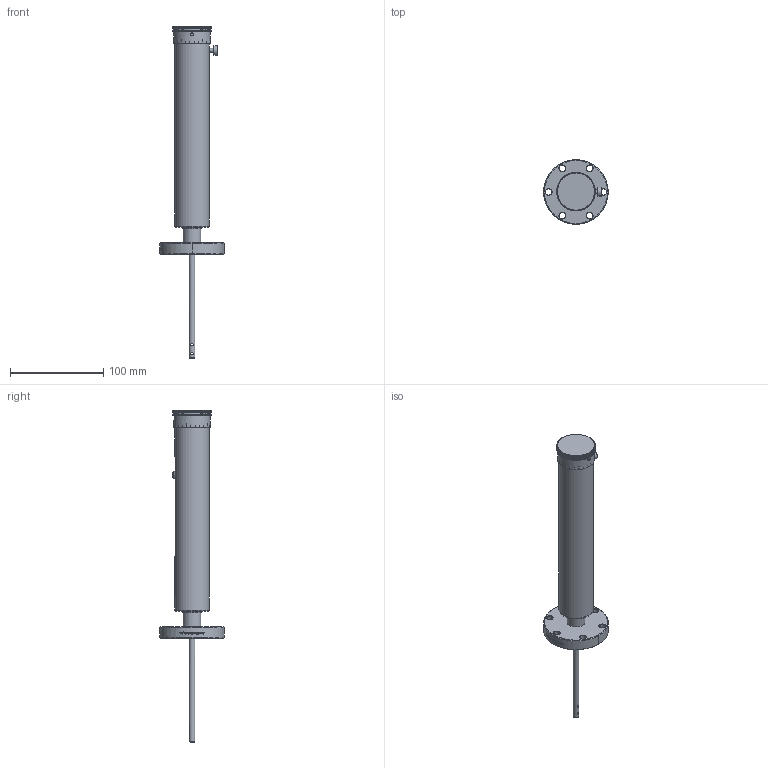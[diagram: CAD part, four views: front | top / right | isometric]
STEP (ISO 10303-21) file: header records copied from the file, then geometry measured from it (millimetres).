
FILE_DESCRIPTION(/* description */ ('Alibre Inc.'),/* implementation_level */ '2;1');
FILE_NAME(/* name */ 'export0',/* time_stamp */ '2016-04-11T16:28:02-07:00',/* author */ (''),/* organization */ (''),/* preprocessor_version */ 'ST-DEVELOPER v14',/* originating_system */ 'Alibre',/* authorisation */ '');
FILE_SCHEMA (('CONFIG_CONTROL_DESIGN'));
Length unit declared in the file: centimetre
Products named in the file (1): 113079
Bounding box: 69.34 x 69.34 x 356.74 mm (x, y, z)
Volume: 290284 mm3; surface area: 45392.2 mm2
Topology: 1 solids, 1 shells, 929 faces, 2568 edges, 1683 vertices
Faces by surface type: plane 468, cylinder 230, bspline 152, cone 71, torus 5, sphere 3
Full cylindrical faces by diameter (mm): 2.642 x2, 2.845 x1, 3.251 x1, 3.454 x1, 4.166 x1, 4.648 x1, 6.35 x1, 9.423 x1, 9.906 x1, 12.725 x1, 12.776 x1, 13.462 x1, 15.748 x1, 19.05 x1, 19.152 x1, 37.465 x1, 37.846 x1, 39.7 x1
Entity records: 51897 total; most frequent: CARTESIAN_POINT 32681, ORIENTED_EDGE 5064, EDGE_CURVE 2532, DIRECTION 2407, VERTEX_POINT 1692, EDGE_LOOP 1044, FACE_BOUND 1044, AXIS2_PLACEMENT_3D 1018
